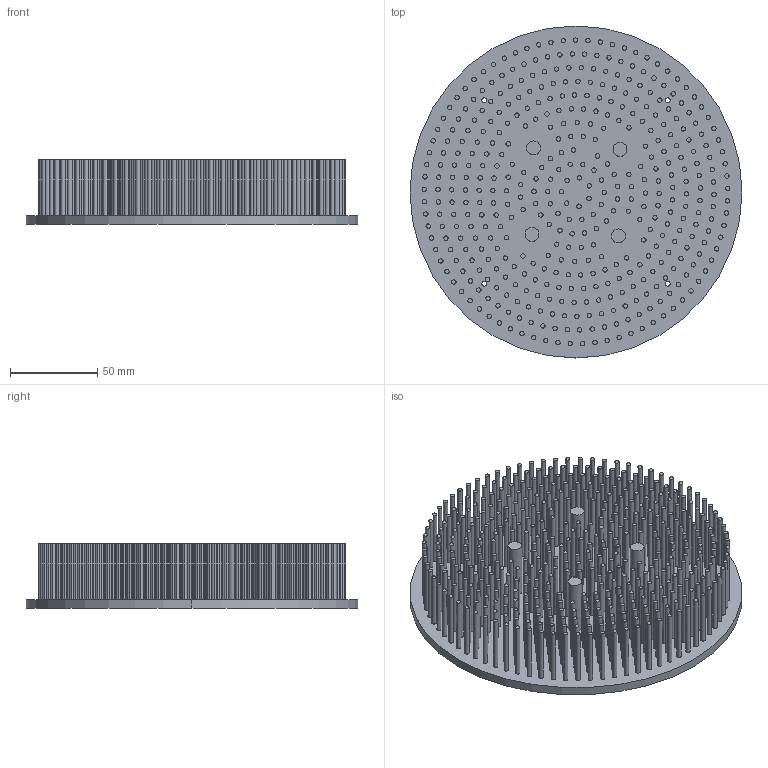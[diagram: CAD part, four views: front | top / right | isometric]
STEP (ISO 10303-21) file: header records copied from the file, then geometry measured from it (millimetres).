
FILE_DESCRIPTION (( 'STEP AP214' ), '1' );
FILE_NAME ('dualled-19037.STEP', '2019-07-03T18:43:46', ( '' ), ( '' ), 'SwSTEP 2.0', 'SolidWorks 2018', '' );
FILE_SCHEMA (( 'AUTOMOTIVE_DESIGN' ));
Length unit declared in the file: millimetre
Products named in the file (1): dualled-19037
Bounding box: 190 x 190 x 37 mm (x, y, z)
Volume: 215627.6 mm3; surface area: 171102 mm2
Topology: 1 solids, 1 shells, 1314 faces, 2634 edges, 1756 vertices
Faces by surface type: cylinder 878, plane 436
Entity records: 35232 total; most frequent: DIRECTION 7020, CARTESIAN_POINT 5705, ORIENTED_EDGE 5268, AXIS2_PLACEMENT_3D 3071, EDGE_CURVE 2634, VERTEX_POINT 1756, EDGE_LOOP 1756, CIRCLE 1756
